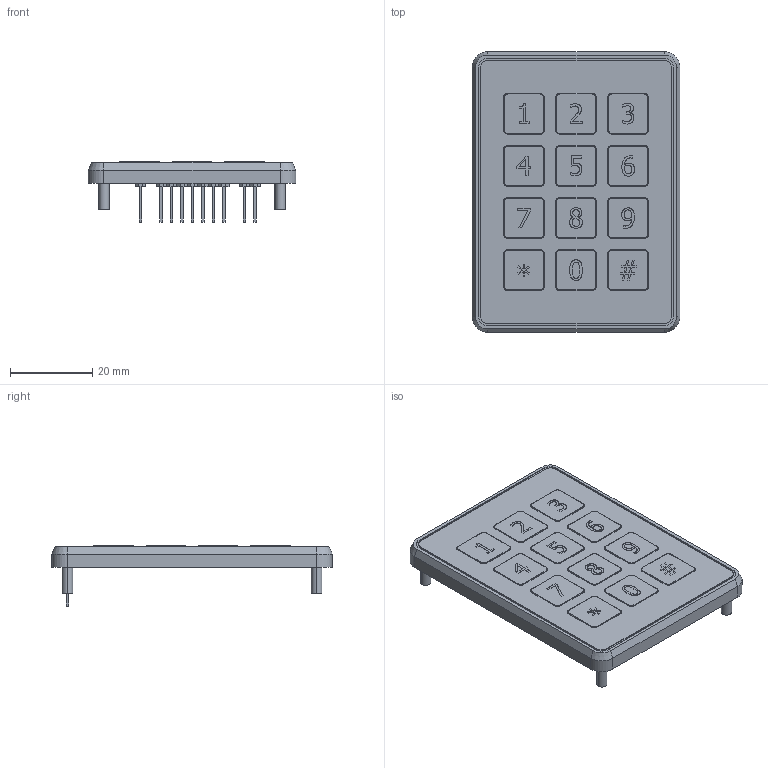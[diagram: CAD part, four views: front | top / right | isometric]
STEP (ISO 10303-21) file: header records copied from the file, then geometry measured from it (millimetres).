
FILE_DESCRIPTION (( 'STEP AP214' ), '1' );
FILE_NAME ('Keypad1.STEP', '2011-09-27T06:02:20', ( 'maq1' ), ( '' ), 'SwSTEP 2.0', 'SolidWorks 2010', '' );
FILE_SCHEMA (( 'AUTOMOTIVE_DESIGN' ));
Length unit declared in the file: millimetre
Products named in the file (1): Keypad1
Bounding box: 50.55 x 68.33 x 14.63 mm (x, y, z)
Volume: 17670.2 mm3; surface area: 8502.9 mm2
Topology: 1 solids, 1 shells, 611 faces, 1573 edges, 1014 vertices
Faces by surface type: plane 282, bspline 161, cylinder 116, torus 48, cone 4
Entity records: 29440 total; most frequent: CARTESIAN_POINT 8776, ORIENTED_EDGE 3146, DIRECTION 2437, EDGE_CURVE 1573, VERTEX_POINT 1014, VECTOR 967, LINE 967, AXIS2_PLACEMENT_3D 735
